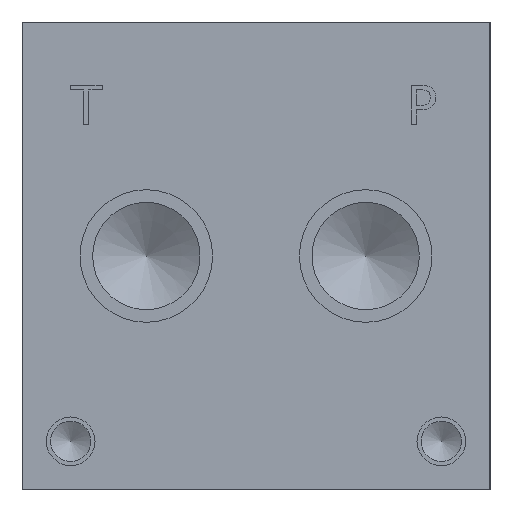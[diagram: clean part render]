
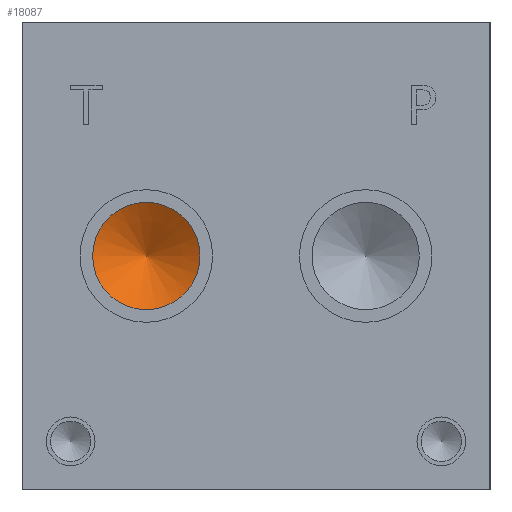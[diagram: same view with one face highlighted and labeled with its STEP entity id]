
A CAD part, left-side view. The second image highlights one B-rep face of the part: STEP entity #18087.
In plain terms, the highlighted conical face has half-angle 60 degrees and reference radius 4.369 mm.
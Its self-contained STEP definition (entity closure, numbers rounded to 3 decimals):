
#172=CONICAL_SURFACE('',#18983,4.369,1.047);
#388=CIRCLE('',#18984,8.738);
#389=CIRCLE('',#18985,8.738);
#2198=FACE_OUTER_BOUND('',#3257,.T.);
#3257=EDGE_LOOP('',(#15445,#15446,#15447,#15448));
#4976=LINE('',#30491,#6568);
#6568=VECTOR('',#22333,4.369);
#8528=VERTEX_POINT('',#30487);
#8529=VERTEX_POINT('',#30488);
#8530=VERTEX_POINT('',#30490);
#10948=EDGE_CURVE('',#8528,#8529,#388,.T.);
#10949=EDGE_CURVE('',#8529,#8530,#4976,.T.);
#10950=EDGE_CURVE('',#8529,#8528,#389,.T.);
#15445=ORIENTED_EDGE('',*,*,#10948,.T.);
#15446=ORIENTED_EDGE('',*,*,#10949,.T.);
#15447=ORIENTED_EDGE('',*,*,#10949,.F.);
#15448=ORIENTED_EDGE('',*,*,#10950,.T.);
#18087=ADVANCED_FACE('',(#2198),#172,.F.);
#18983=AXIS2_PLACEMENT_3D('',#30486,#22329,#22330);
#18984=AXIS2_PLACEMENT_3D('',#30489,#22331,#22332);
#18985=AXIS2_PLACEMENT_3D('',#30492,#22334,#22335);
#22329=DIRECTION('center_axis',(-1.,0.,0.));
#22330=DIRECTION('ref_axis',(0.,1.,0.));
#22331=DIRECTION('center_axis',(-1.,0.,0.));
#22332=DIRECTION('ref_axis',(0.,1.,0.));
#22333=DIRECTION('',(0.5,0.866,0.));
#22334=DIRECTION('center_axis',(-1.,0.,0.));
#22335=DIRECTION('ref_axis',(0.,1.,0.));
#30486=CARTESIAN_POINT('Origin',(18.394,55.956,38.1));
#30487=CARTESIAN_POINT('',(15.871,64.694,38.1));
#30488=CARTESIAN_POINT('',(15.871,47.219,38.1));
#30489=CARTESIAN_POINT('Origin',(15.871,55.956,38.1));
#30490=CARTESIAN_POINT('',(20.916,55.956,38.1));
#30491=CARTESIAN_POINT('',(18.394,51.587,38.1));
#30492=CARTESIAN_POINT('Origin',(15.871,55.956,38.1));
